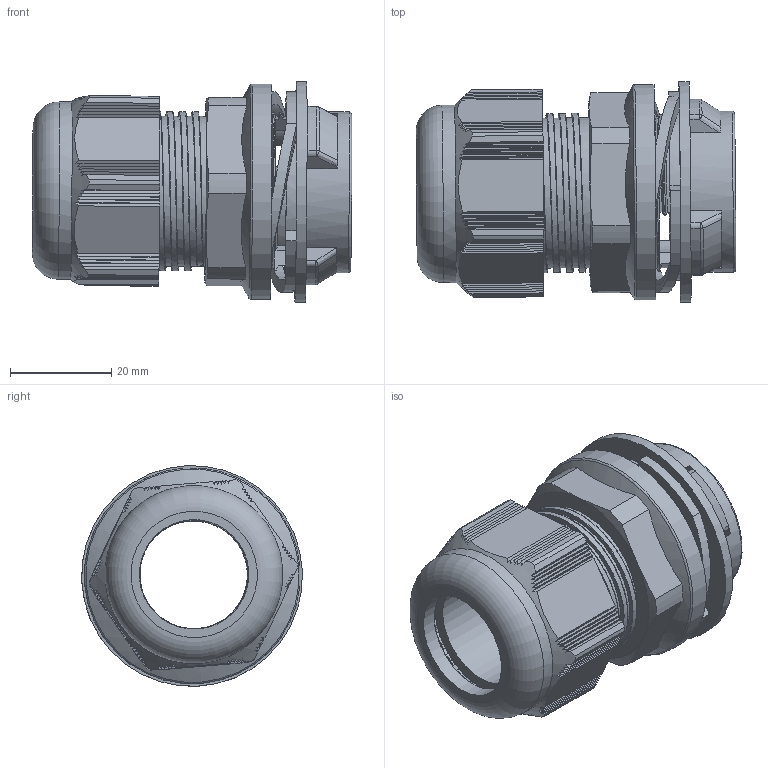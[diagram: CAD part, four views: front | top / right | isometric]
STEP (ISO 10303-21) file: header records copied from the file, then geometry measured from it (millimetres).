
FILE_DESCRIPTION(/* description */ ('Front-Fix geschlossen'),/* implementation_level */ '2;1');
FILE_NAME(/* name */ '4-FRONTFIX1132-RST.stp',/* time_stamp */ '2018-06-26T11:41:55+02:00',/* author */ ('sl'),/* organization */ (''),/* preprocessor_version */ 'ST-DEVELOPER v16.5',/* originating_system */ 'Autodesk Inventor 2017',/* authorisation */ '');
FILE_SCHEMA (('AUTOMOTIVE_DESIGN { 1 0 10303 214 3 1 1 }'));
Length unit declared in the file: millimetre
Products named in the file (8): Front-Fix-01-BG-0002-FRONTFIX1220; FRONTFIX1132; FRONZFIX1132; FRONTFIX1132_1; FRONTFIX1132_2; FRONTFIX1132_3; FRONTFIX1132_4; FRONTFIX132
Assembly tree (7 placements, depth 2):
  Front-Fix-01-BG-0002-FRONTFIX1220
    FRONTFIX1132
    FRONZFIX1132
    FRONTFIX1132_1
    FRONTFIX1132_2
    FRONTFIX1132_3
    FRONTFIX1132_4
    FRONTFIX132
Bounding box: 63.12 x 43.57 x 43.57 mm (x, y, z)
Volume: 30213.7 mm3; surface area: 33703.5 mm2
Topology: 7 solids, 7 shells, 546 faces, 1538 edges, 1002 vertices
Faces by surface type: plane 317, cylinder 124, bspline 46, torus 34, cone 19, sphere 6
Full cylindrical faces by diameter (mm): 21.34 x1, 21.62 x1, 21.85 x1, 22.2 x1, 23.54 x1, 23.63 x1, 24.37 x1, 24.63 x1, 25.27 x1, 25.53 x1, 25.6 x1, 25.78 x1, 28.7 x1, 29.62 x1, 29.65 x5, 29.772 x6, 29.8 x4, 31.522 x6, 31.81 x1, 32.182 x5, 32.32 x1, 35.13 x1, 37.182 x1, 40.19 x1, 42.65 x1, 43.62 x1
Entity records: 23066 total; most frequent: CARTESIAN_POINT 10162, ORIENTED_EDGE 2818, DIRECTION 2480, EDGE_CURVE 1409, VERTEX_POINT 938, AXIS2_PLACEMENT_3D 888, LINE 704, VECTOR 704
